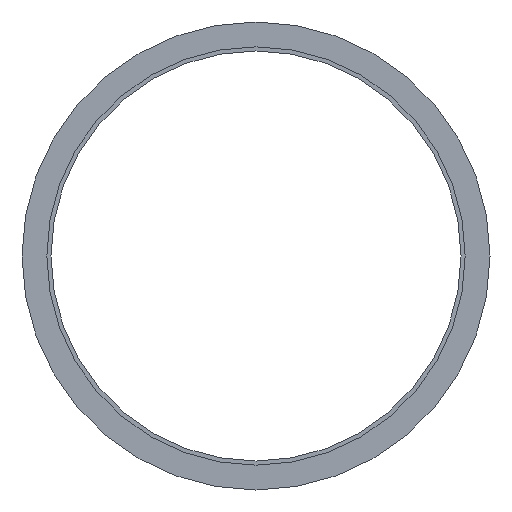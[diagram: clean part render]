
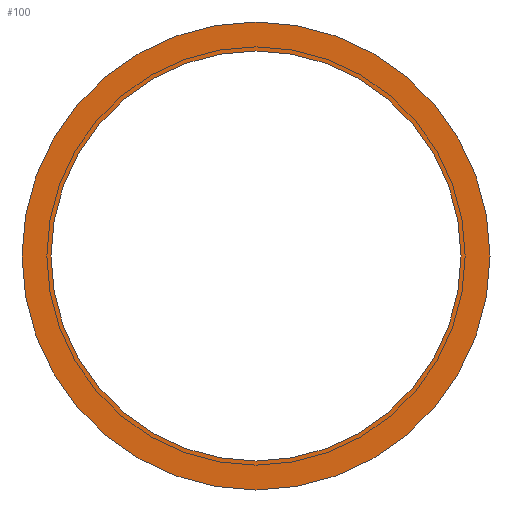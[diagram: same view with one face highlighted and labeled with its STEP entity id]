
A CAD part, front view. The second image highlights one B-rep face of the part: STEP entity #100.
In plain terms, the highlighted planar face has unit normal (0, -1, 0).
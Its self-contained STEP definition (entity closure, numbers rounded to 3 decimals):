
#17=PLANE('',#118);
#24=FACE_BOUND('',#46,.T.);
#32=FACE_OUTER_BOUND('',#45,.T.);
#45=EDGE_LOOP('',(#85));
#46=EDGE_LOOP('',(#86));
#52=CIRCLE('',#107,56.5);
#57=CIRCLE('',#116,49.5);
#60=VERTEX_POINT('',#159);
#65=VERTEX_POINT('',#173);
#68=EDGE_CURVE('',#60,#60,#52,.T.);
#73=EDGE_CURVE('',#65,#65,#57,.T.);
#85=ORIENTED_EDGE('',*,*,#68,.T.);
#86=ORIENTED_EDGE('',*,*,#73,.T.);
#100=ADVANCED_FACE('',(#32,#24),#17,.F.);
#107=AXIS2_PLACEMENT_3D('',#160,#127,#128);
#116=AXIS2_PLACEMENT_3D('',#174,#145,#146);
#118=AXIS2_PLACEMENT_3D('',#177,#149,#150);
#127=DIRECTION('center_axis',(0.,-1.,0.));
#128=DIRECTION('ref_axis',(-1.,0.,0.));
#145=DIRECTION('center_axis',(0.,1.,0.));
#146=DIRECTION('ref_axis',(1.,0.,0.));
#149=DIRECTION('center_axis',(0.,1.,0.));
#150=DIRECTION('ref_axis',(0.,0.,1.));
#159=CARTESIAN_POINT('',(56.5,-494.,0.));
#160=CARTESIAN_POINT('Origin',(0.,-494.,0.));
#173=CARTESIAN_POINT('',(-49.5,-494.,0.));
#174=CARTESIAN_POINT('Origin',(0.,-494.,0.));
#177=CARTESIAN_POINT('Origin',(0.,-494.,0.));
